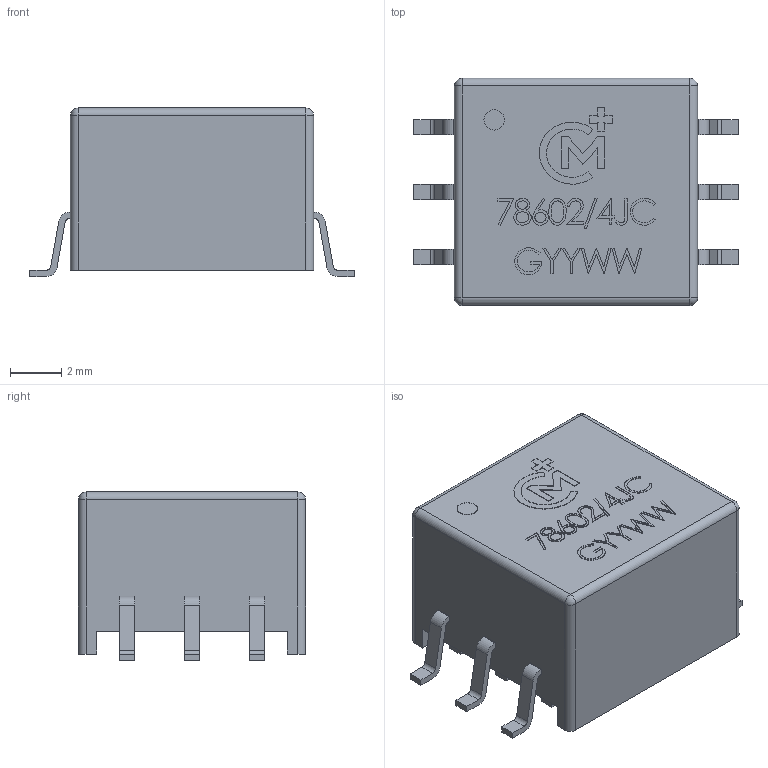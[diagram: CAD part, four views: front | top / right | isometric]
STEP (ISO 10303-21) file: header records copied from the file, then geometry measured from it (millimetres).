
FILE_DESCRIPTION(/* description */ (''),/* implementation_level */ '2;1');
FILE_NAME(/* name */ 'L_Murata_786J.step',/* time_stamp */ '2023-08-31T21:51:56+01:00',/* author */ (''),/* organization */ (''),/* preprocessor_version */ 'ST-DEVELOPER v20',/* originating_system */ 'Autodesk Translation Framework v12.9.0.99',/* authorisation */ '');
FILE_SCHEMA (('AUTOMOTIVE_DESIGN { 1 0 10303 214 3 1 1 }'));
Length unit declared in the file: millimetre
Products named in the file (1): (Unsaved)
Bounding box: 12.7 x 8.89 x 6.62 mm (x, y, z)
Volume: 324.5 mm3; surface area: 674.3 mm2
Topology: 4 solids, 4 shells, 502 faces, 1373 edges, 908 vertices
Faces by surface type: plane 386, bspline 64, cylinder 46, sphere 4, torus 2
Full cylindrical faces by diameter (mm): 0.8 x1, 6 x1
Entity records: 19905 total; most frequent: CARTESIAN_POINT 7108, ORIENTED_EDGE 2738, DIRECTION 2215, EDGE_CURVE 1369, LINE 1145, VECTOR 1145, VERTEX_POINT 908, EDGE_LOOP 535
